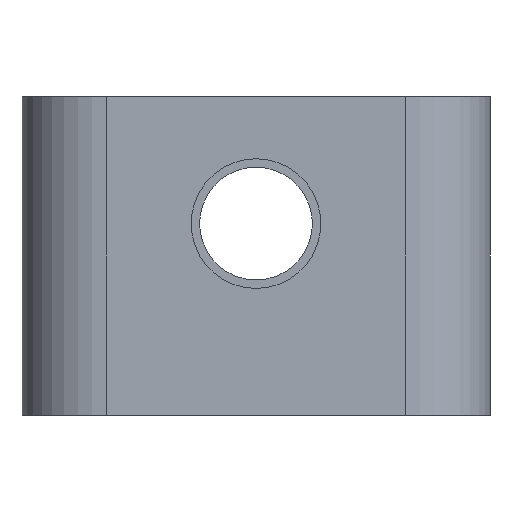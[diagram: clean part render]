
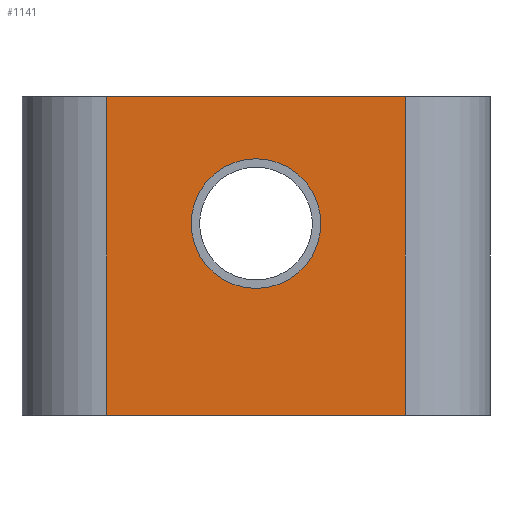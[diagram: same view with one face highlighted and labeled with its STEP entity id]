
A CAD part, left-side view. The second image highlights one B-rep face of the part: STEP entity #1141.
In plain terms, the highlighted planar face has unit normal (-1, 0, 0).
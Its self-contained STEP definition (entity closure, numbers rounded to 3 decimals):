
#21=FACE_BOUND('',#159,.T.);
#44=PLANE('',#1230);
#85=FACE_OUTER_BOUND('',#158,.T.);
#158=EDGE_LOOP('',(#789,#790,#791,#792));
#159=EDGE_LOOP('',(#793));
#253=LINE('',#1754,#349);
#255=LINE('',#1760,#351);
#256=LINE('',#1762,#352);
#257=LINE('',#1763,#353);
#349=VECTOR('',#1374,10.);
#351=VECTOR('',#1380,10.);
#352=VECTOR('',#1381,10.);
#353=VECTOR('',#1382,10.);
#447=CIRCLE('',#1231,11.5);
#514=VERTEX_POINT('',#1751);
#515=VERTEX_POINT('',#1753);
#517=VERTEX_POINT('',#1759);
#518=VERTEX_POINT('',#1761);
#519=VERTEX_POINT('',#1764);
#622=EDGE_CURVE('',#514,#515,#253,.T.);
#625=EDGE_CURVE('',#517,#514,#255,.T.);
#626=EDGE_CURVE('',#518,#517,#256,.T.);
#627=EDGE_CURVE('',#515,#518,#257,.T.);
#628=EDGE_CURVE('',#519,#519,#447,.T.);
#789=ORIENTED_EDGE('',*,*,#622,.F.);
#790=ORIENTED_EDGE('',*,*,#625,.F.);
#791=ORIENTED_EDGE('',*,*,#626,.F.);
#792=ORIENTED_EDGE('',*,*,#627,.F.);
#793=ORIENTED_EDGE('',*,*,#628,.T.);
#1141=ADVANCED_FACE('',(#85,#21),#44,.F.);
#1230=AXIS2_PLACEMENT_3D('',#1758,#1378,#1379);
#1231=AXIS2_PLACEMENT_3D('',#1765,#1383,#1384);
#1374=DIRECTION('',(0.,0.,1.));
#1378=DIRECTION('center_axis',(1.,0.,0.));
#1379=DIRECTION('ref_axis',(0.,0.,-1.));
#1380=DIRECTION('',(0.,1.,0.));
#1381=DIRECTION('',(0.,0.,-1.));
#1382=DIRECTION('',(0.,-1.,0.));
#1383=DIRECTION('center_axis',(1.,0.,0.));
#1384=DIRECTION('ref_axis',(0.,-1.,0.));
#1751=CARTESIAN_POINT('',(-1.5,66.5,-1.5));
#1753=CARTESIAN_POINT('',(-1.5,66.5,55.));
#1754=CARTESIAN_POINT('',(-1.5,66.5,27.5));
#1758=CARTESIAN_POINT('Origin',(-1.5,40.,27.5));
#1759=CARTESIAN_POINT('',(-1.5,13.5,-1.5));
#1760=CARTESIAN_POINT('',(-1.5,40.,-1.5));
#1761=CARTESIAN_POINT('',(-1.5,13.5,55.));
#1762=CARTESIAN_POINT('',(-1.5,13.5,27.5));
#1763=CARTESIAN_POINT('',(-1.5,40.,55.));
#1764=CARTESIAN_POINT('',(-1.5,51.5,32.5));
#1765=CARTESIAN_POINT('Origin',(-1.5,40.,32.5));
